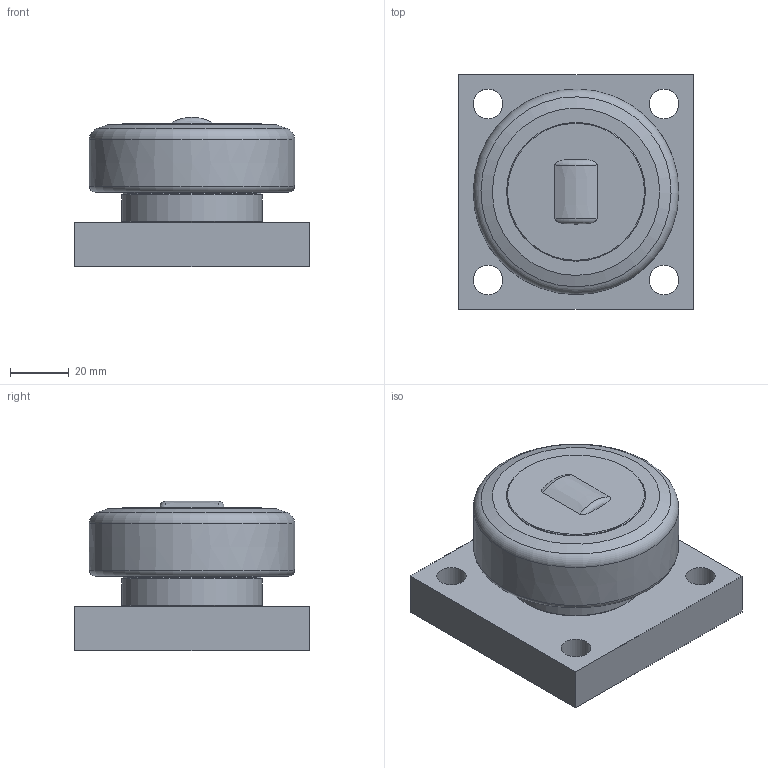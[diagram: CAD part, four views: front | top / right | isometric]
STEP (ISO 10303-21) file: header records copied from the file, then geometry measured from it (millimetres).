
FILE_DESCRIPTION((''),'2;1');
FILE_NAME('TR 070.0200 BQ1000.stp','2013-09-26T14:17:36',('hipp'),(''),'Autodesk Inventor 2013','Autodesk Inventor 2013','');
FILE_SCHEMA(('AUTOMOTIVE_DESIGN { 1 0 10303 214 1 1 1 1 }'));
Length unit declared in the file: millimetre
Products named in the file (1): TR 070.0200 BQ1000_Shrinkwrap_1
Bounding box: 80 x 80 x 51 mm (x, y, z)
Volume: 189188.1 mm3; surface area: 31558.2 mm2
Topology: 1 solids, 2 shells, 35 faces, 73 edges, 49 vertices
Faces by surface type: plane 13, cylinder 9, cone 6, torus 5, bspline 2
Full cylindrical faces by diameter (mm): 2.5 x1, 10.106 x4, 35 x1, 47.3 x1, 48 x1
Entity records: 978 total; most frequent: CARTESIAN_POINT 248, DIRECTION 140, ORIENTED_EDGE 94, EDGE_LOOP 68, AXIS2_PLACEMENT_3D 64, EDGE_CURVE 47, VERTEX_POINT 41, STYLED_ITEM 36
